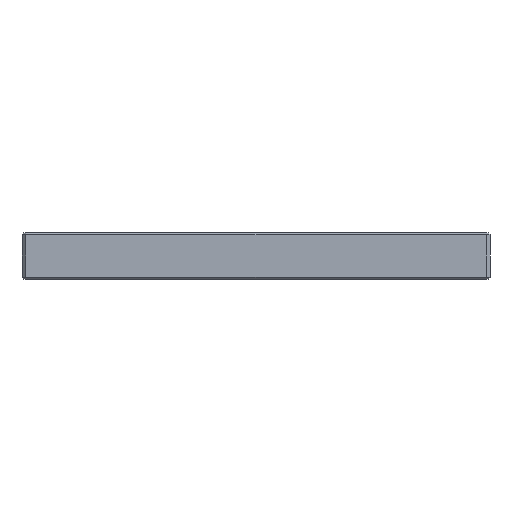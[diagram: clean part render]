
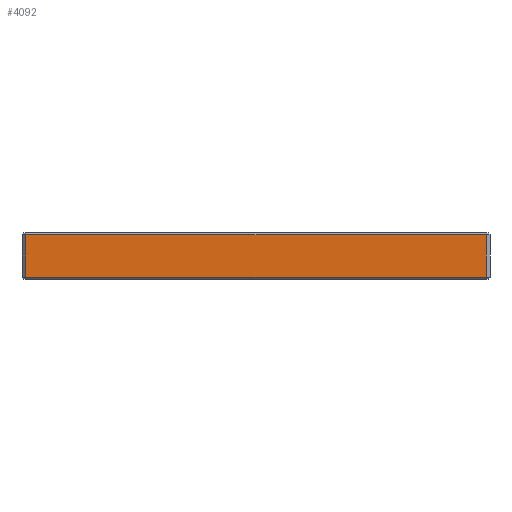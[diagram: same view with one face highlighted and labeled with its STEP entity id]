
A CAD part, front view. The second image highlights one B-rep face of the part: STEP entity #4092.
In plain terms, the highlighted planar face has unit normal (0, -1, 0).
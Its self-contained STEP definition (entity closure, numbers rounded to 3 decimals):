
#1454=DIRECTION('',(1.,0.,0.));
#1455=VECTOR('',#1454,118.);
#1456=CARTESIAN_POINT('',(1.,0.,11.5));
#1457=LINE('',#1456,#1455);
#1458=DIRECTION('',(0.,0.,-1.));
#1459=VECTOR('',#1458,11.);
#1460=CARTESIAN_POINT('',(119.,0.,11.5));
#1461=LINE('',#1460,#1459);
#1462=DIRECTION('',(-1.,0.,0.));
#1463=VECTOR('',#1462,118.);
#1464=CARTESIAN_POINT('',(119.,0.,0.5));
#1465=LINE('',#1464,#1463);
#1466=DIRECTION('',(0.,0.,-1.));
#1467=VECTOR('',#1466,11.);
#1468=CARTESIAN_POINT('',(1.,0.,11.5));
#1469=LINE('',#1468,#1467);
#1940=CARTESIAN_POINT('',(1.,0.,11.5));
#1941=VERTEX_POINT('',#1940);
#1942=CARTESIAN_POINT('',(119.,0.,11.5));
#1943=VERTEX_POINT('',#1942);
#1955=CARTESIAN_POINT('',(119.,0.,0.5));
#1957=VERTEX_POINT('',#1955);
#1958=CARTESIAN_POINT('',(1.,0.,0.5));
#1959=VERTEX_POINT('',#1958);
#4078=CARTESIAN_POINT('',(0.,0.,0.));
#4079=DIRECTION('',(0.,-1.,0.));
#4080=DIRECTION('',(1.,0.,0.));
#4081=AXIS2_PLACEMENT_3D('',#4078,#4079,#4080);
#4082=PLANE('',#4081);
#4083=ORIENTED_EDGE('',*,*,#4069,.T.);
#4085=ORIENTED_EDGE('',*,*,#4084,.T.);
#4087=ORIENTED_EDGE('',*,*,#4086,.T.);
#4089=ORIENTED_EDGE('',*,*,#4088,.F.);
#4090=EDGE_LOOP('',(#4083,#4085,#4087,#4089));
#4091=FACE_OUTER_BOUND('',#4090,.F.);
#4092=ADVANCED_FACE('',(#4091),#4082,.T.);
#4069=EDGE_CURVE('',#1941,#1943,#1457,.T.);
#4084=EDGE_CURVE('',#1943,#1957,#1461,.T.);
#4086=EDGE_CURVE('',#1957,#1959,#1465,.T.);
#4088=EDGE_CURVE('',#1941,#1959,#1469,.T.);
